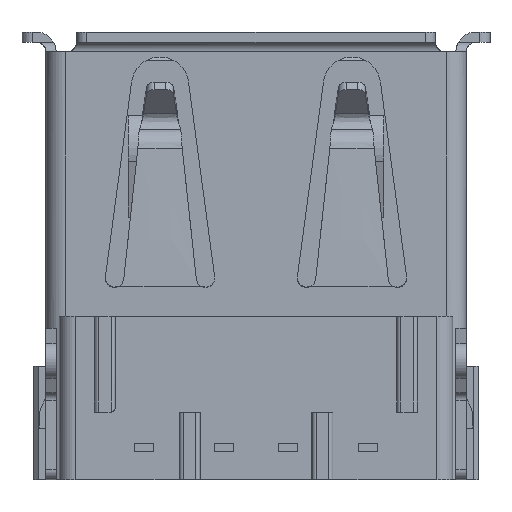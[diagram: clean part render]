
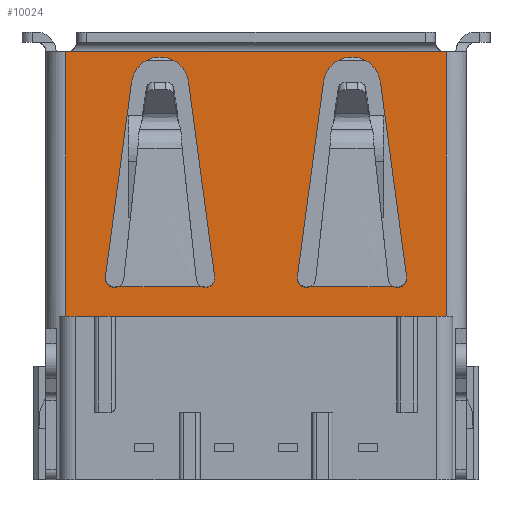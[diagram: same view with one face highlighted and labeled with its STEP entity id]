
A CAD part, front view. The second image highlights one B-rep face of the part: STEP entity #10024.
In plain terms, the highlighted planar face has unit normal (0, -1, 0).
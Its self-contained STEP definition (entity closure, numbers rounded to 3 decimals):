
#2369=CARTESIAN_POINT('',(5.91,-2.875,-0.32));
#2370=DIRECTION('',(0.,1.,0.));
#2371=DIRECTION('',(0.,0.,-1.));
#2372=AXIS2_PLACEMENT_3D('',#2369,#2370,#2371);
#2374=DIRECTION('',(1.,0.,0.));
#2375=VECTOR('',#2374,0.038);
#2376=CARTESIAN_POINT('',(5.91,-2.875,-0.62));
#2377=LINE('',#2376,#2375);
#2378=DIRECTION('',(0.,0.,-1.));
#2379=VECTOR('',#2378,8.26);
#2380=CARTESIAN_POINT('',(5.948,-2.875,-0.62));
#2381=LINE('',#2380,#2379);
#2382=DIRECTION('',(-1.,0.,0.));
#2383=VECTOR('',#2382,11.896);
#2384=CARTESIAN_POINT('',(5.948,-2.875,-8.88));
#2385=LINE('',#2384,#2383);
#2386=DIRECTION('',(0.,0.,1.));
#2387=VECTOR('',#2386,8.26);
#2388=CARTESIAN_POINT('',(-5.948,-2.875,-8.88));
#2389=LINE('',#2388,#2387);
#2390=DIRECTION('',(1.,0.,0.));
#2391=VECTOR('',#2390,0.038);
#2392=CARTESIAN_POINT('',(-5.948,-2.875,-0.62));
#2393=LINE('',#2392,#2391);
#2394=CARTESIAN_POINT('',(-5.91,-2.875,-0.32));
#2395=DIRECTION('',(0.,1.,0.));
#2396=DIRECTION('',(0.115,0.,-0.993));
#2397=AXIS2_PLACEMENT_3D('',#2394,#2395,#2396);
#2399=DIRECTION('',(0.132,0.,-0.991));
#2400=VECTOR('',#2399,6.148);
#2401=CARTESIAN_POINT('',(-2.108,-2.875,-1.561));
#2402=LINE('',#2401,#2400);
#2403=CARTESIAN_POINT('',(-3.,-2.875,-1.68));
#2404=DIRECTION('',(0.,1.,0.));
#2405=DIRECTION('',(-0.991,0.,0.132));
#2406=AXIS2_PLACEMENT_3D('',#2403,#2404,#2405);
#2408=DIRECTION('',(0.132,0.,0.991));
#2409=VECTOR('',#2408,6.148);
#2410=CARTESIAN_POINT('',(-4.706,-2.875,-7.654));
#2411=LINE('',#2410,#2409);
#2412=DIRECTION('',(0.132,0.,0.991));
#2413=VECTOR('',#2412,6.148);
#2414=CARTESIAN_POINT('',(1.294,-2.875,-7.654));
#2415=LINE('',#2414,#2413);
#2416=DIRECTION('',(1.,0.,0.));
#2417=VECTOR('',#2416,2.631);
#2418=CARTESIAN_POINT('',(1.684,-2.875,-7.96));
#2419=LINE('',#2418,#2417);
#2420=DIRECTION('',(0.132,0.,-0.991));
#2421=VECTOR('',#2420,6.148);
#2422=CARTESIAN_POINT('',(3.892,-2.875,-1.561));
#2423=LINE('',#2422,#2421);
#2424=CARTESIAN_POINT('',(3.,-2.875,-1.68));
#2425=DIRECTION('',(0.,1.,0.));
#2426=DIRECTION('',(-0.991,0.,0.132));
#2427=AXIS2_PLACEMENT_3D('',#2424,#2425,#2426);
#2693=DIRECTION('',(-1.,0.,0.));
#2694=VECTOR('',#2693,11.751);
#2695=CARTESIAN_POINT('',(5.875,-2.875,-0.618));
#2696=LINE('',#2695,#2694);
#2702=DIRECTION('',(-1.,0.,0.));
#2703=VECTOR('',#2702,2.631);
#2704=CARTESIAN_POINT('',(-1.684,-2.875,-7.96));
#2705=LINE('',#2704,#2703);
#2741=CARTESIAN_POINT('',(-1.294,-2.875,-7.654));
#2742=CARTESIAN_POINT('',(-1.29,-2.875,-7.678));
#2743=CARTESIAN_POINT('',(-1.29,-2.875,-7.724));
#2744=CARTESIAN_POINT('',(-1.307,-2.875,-7.797));
#2745=CARTESIAN_POINT('',(-1.342,-2.875,-7.862));
#2746=CARTESIAN_POINT('',(-1.391,-2.875,-7.915));
#2747=CARTESIAN_POINT('',(-1.45,-2.875,-7.953));
#2748=CARTESIAN_POINT('',(-1.519,-2.875,-7.978));
#2749=CARTESIAN_POINT('',(-1.602,-2.875,-7.983));
#2750=CARTESIAN_POINT('',(-1.657,-2.875,-7.971));
#2751=CARTESIAN_POINT('',(-1.684,-2.875,-7.96));
#2855=CARTESIAN_POINT('',(-4.316,-2.875,-7.96));
#2857=CARTESIAN_POINT('',(-4.316,-2.875,-7.96));
#2858=CARTESIAN_POINT('',(-4.344,-2.875,-7.971));
#2859=CARTESIAN_POINT('',(-4.399,-2.875,-7.983));
#2860=CARTESIAN_POINT('',(-4.481,-2.875,-7.977));
#2861=CARTESIAN_POINT('',(-4.551,-2.875,-7.952));
#2862=CARTESIAN_POINT('',(-4.609,-2.875,-7.914));
#2863=CARTESIAN_POINT('',(-4.658,-2.875,-7.861));
#2864=CARTESIAN_POINT('',(-4.693,-2.875,-7.797));
#2865=CARTESIAN_POINT('',(-4.71,-2.875,-7.724));
#2866=CARTESIAN_POINT('',(-4.71,-2.875,-7.678));
#2867=CARTESIAN_POINT('',(-4.706,-2.875,-7.654));
#2872=CARTESIAN_POINT('',(-4.706,-2.875,-7.654));
#2881=CARTESIAN_POINT('',(-1.294,-2.875,-7.654));
#3016=CARTESIAN_POINT('',(1.294,-2.875,-7.654));
#3046=CARTESIAN_POINT('',(1.684,-2.875,-7.96));
#3048=CARTESIAN_POINT('',(1.684,-2.875,-7.96));
#3049=CARTESIAN_POINT('',(1.657,-2.875,-7.97));
#3050=CARTESIAN_POINT('',(1.603,-2.875,-7.983));
#3051=CARTESIAN_POINT('',(1.516,-2.875,-7.978));
#3052=CARTESIAN_POINT('',(1.436,-2.875,-7.947));
#3053=CARTESIAN_POINT('',(1.368,-2.875,-7.895));
#3054=CARTESIAN_POINT('',(1.317,-2.875,-7.822));
#3055=CARTESIAN_POINT('',(1.29,-2.875,-7.739));
#3056=CARTESIAN_POINT('',(1.29,-2.875,-7.683));
#3057=CARTESIAN_POINT('',(1.294,-2.875,-7.654));
#3089=CARTESIAN_POINT('',(4.706,-2.875,-7.654));
#3090=CARTESIAN_POINT('',(4.71,-2.875,-7.683));
#3091=CARTESIAN_POINT('',(4.71,-2.875,-7.738));
#3092=CARTESIAN_POINT('',(4.683,-2.875,-7.822));
#3093=CARTESIAN_POINT('',(4.632,-2.875,-7.895));
#3094=CARTESIAN_POINT('',(4.564,-2.875,-7.947));
#3095=CARTESIAN_POINT('',(4.484,-2.875,-7.977));
#3096=CARTESIAN_POINT('',(4.398,-2.875,-7.983));
#3097=CARTESIAN_POINT('',(4.343,-2.875,-7.971));
#3098=CARTESIAN_POINT('',(4.316,-2.875,-7.96));
#3309=CARTESIAN_POINT('',(4.706,-2.875,-7.654));
#6411=CARTESIAN_POINT('',(-5.948,-2.875,-0.62));
#6413=VERTEX_POINT('',#6411);
#6414=CARTESIAN_POINT('',(-5.948,-2.875,-8.88));
#6415=VERTEX_POINT('',#6414);
#6426=CARTESIAN_POINT('',(5.948,-2.875,-0.62));
#6427=CARTESIAN_POINT('',(5.948,-2.875,-8.88));
#6428=VERTEX_POINT('',#6426);
#6429=VERTEX_POINT('',#6427);
#7272=CARTESIAN_POINT('',(2.108,-2.875,-1.561));
#7273=CARTESIAN_POINT('',(3.892,-2.875,-1.561));
#7274=VERTEX_POINT('',#7272);
#7275=VERTEX_POINT('',#7273);
#7276=CARTESIAN_POINT('',(-3.892,-2.875,-1.561));
#7277=CARTESIAN_POINT('',(-2.108,-2.875,-1.561));
#7278=VERTEX_POINT('',#7276);
#7279=VERTEX_POINT('',#7277);
#7574=CARTESIAN_POINT('',(5.91,-2.875,-0.62));
#7576=VERTEX_POINT('',#7574);
#7578=CARTESIAN_POINT('',(5.875,-2.875,-0.618));
#7579=VERTEX_POINT('',#7578);
#7594=CARTESIAN_POINT('',(-5.875,-2.875,-0.618));
#7595=CARTESIAN_POINT('',(-5.91,-2.875,-0.62));
#7596=VERTEX_POINT('',#7594);
#7597=VERTEX_POINT('',#7595);
#7809=VERTEX_POINT('',#2872);
#7815=VERTEX_POINT('',#2881);
#7817=VERTEX_POINT('',#3016);
#7823=VERTEX_POINT('',#3309);
#7825=VERTEX_POINT('',#3098);
#7827=VERTEX_POINT('',#3046);
#7829=VERTEX_POINT('',#2751);
#7831=VERTEX_POINT('',#2855);
#9978=CARTESIAN_POINT('',(-6.568,-2.875,-0.318));
#9979=DIRECTION('',(0.,-1.,0.));
#9980=DIRECTION('',(0.,0.,-1.));
#9981=AXIS2_PLACEMENT_3D('',#9978,#9979,#9980);
#9982=PLANE('',#9981);
#9983=ORIENTED_EDGE('',*,*,#9968,.F.);
#9984=ORIENTED_EDGE('',*,*,#9074,.T.);
#9986=ORIENTED_EDGE('',*,*,#9985,.T.);
#9987=ORIENTED_EDGE('',*,*,#8943,.T.);
#9988=ORIENTED_EDGE('',*,*,#9005,.T.);
#9989=ORIENTED_EDGE('',*,*,#9102,.T.);
#9991=ORIENTED_EDGE('',*,*,#9990,.F.);
#9993=ORIENTED_EDGE('',*,*,#9992,.F.);
#9994=EDGE_LOOP('',(#9983,#9984,#9986,#9987,#9988,#9989,#9991,#9993));
#9995=FACE_OUTER_BOUND('',#9994,.F.);
#9997=ORIENTED_EDGE('',*,*,#9996,.F.);
#9999=ORIENTED_EDGE('',*,*,#9998,.F.);
#10001=ORIENTED_EDGE('',*,*,#10000,.F.);
#10003=ORIENTED_EDGE('',*,*,#10002,.F.);
#10005=ORIENTED_EDGE('',*,*,#10004,.F.);
#10007=ORIENTED_EDGE('',*,*,#10006,.F.);
#10008=EDGE_LOOP('',(#9997,#9999,#10001,#10003,#10005,#10007));
#10009=FACE_BOUND('',#10008,.F.);
#10011=ORIENTED_EDGE('',*,*,#10010,.F.);
#10013=ORIENTED_EDGE('',*,*,#10012,.F.);
#10015=ORIENTED_EDGE('',*,*,#10014,.T.);
#10017=ORIENTED_EDGE('',*,*,#10016,.F.);
#10019=ORIENTED_EDGE('',*,*,#10018,.F.);
#10021=ORIENTED_EDGE('',*,*,#10020,.F.);
#10022=EDGE_LOOP('',(#10011,#10013,#10015,#10017,#10019,#10021));
#10023=FACE_BOUND('',#10022,.F.);
#2373=CIRCLE('',#2372,0.3);
#2398=CIRCLE('',#2397,0.3);
#2407=CIRCLE('',#2406,0.9);
#2428=CIRCLE('',#2427,0.9);
#2752=B_SPLINE_CURVE_WITH_KNOTS('',3,(#2741,#2742,#2743,#2744,#2745,#2746,#2747,
#2748,#2749,#2750,#2751),.UNSPECIFIED.,.F.,.F.,(4,1,1,1,1,1,1,1,4),(0.,
0.125,0.25,0.375,0.5,0.625,0.75,0.875,1.),.UNSPECIFIED.);
#2868=B_SPLINE_CURVE_WITH_KNOTS('',3,(#2857,#2858,#2859,#2860,#2861,#2862,#2863,
#2864,#2865,#2866,#2867),.UNSPECIFIED.,.F.,.F.,(4,1,1,1,1,1,1,1,4),(0.,
0.125,0.25,0.375,0.5,0.625,0.75,0.875,1.),.UNSPECIFIED.);
#3058=B_SPLINE_CURVE_WITH_KNOTS('',3,(#3048,#3049,#3050,#3051,#3052,#3053,#3054,
#3055,#3056,#3057),.UNSPECIFIED.,.F.,.F.,(4,1,1,1,1,1,1,4),(0.,
0.143,0.286,0.429,0.571,
0.714,0.857,1.),.UNSPECIFIED.);
#3099=B_SPLINE_CURVE_WITH_KNOTS('',3,(#3089,#3090,#3091,#3092,#3093,#3094,#3095,
#3096,#3097,#3098),.UNSPECIFIED.,.F.,.F.,(4,1,1,1,1,1,1,4),(0.,
0.143,0.286,0.429,0.571,
0.714,0.857,1.),.UNSPECIFIED.);
#8943=EDGE_CURVE('',#6429,#6415,#2385,.T.);
#9005=EDGE_CURVE('',#6415,#6413,#2389,.T.);
#9074=EDGE_CURVE('',#7576,#6428,#2377,.T.);
#9102=EDGE_CURVE('',#6413,#7597,#2393,.T.);
#9968=EDGE_CURVE('',#7576,#7579,#2373,.T.);
#9985=EDGE_CURVE('',#6428,#6429,#2381,.T.);
#9990=EDGE_CURVE('',#7596,#7597,#2398,.T.);
#9992=EDGE_CURVE('',#7579,#7596,#2696,.T.);
#9996=EDGE_CURVE('',#7829,#7831,#2705,.T.);
#9998=EDGE_CURVE('',#7815,#7829,#2752,.T.);
#10000=EDGE_CURVE('',#7279,#7815,#2402,.T.);
#10002=EDGE_CURVE('',#7278,#7279,#2407,.T.);
#10004=EDGE_CURVE('',#7809,#7278,#2411,.T.);
#10006=EDGE_CURVE('',#7831,#7809,#2868,.T.);
#10010=EDGE_CURVE('',#7817,#7274,#2415,.T.);
#10012=EDGE_CURVE('',#7827,#7817,#3058,.T.);
#10014=EDGE_CURVE('',#7827,#7825,#2419,.T.);
#10016=EDGE_CURVE('',#7823,#7825,#3099,.T.);
#10018=EDGE_CURVE('',#7275,#7823,#2423,.T.);
#10020=EDGE_CURVE('',#7274,#7275,#2428,.T.);
#10024=ADVANCED_FACE('',(#9995,#10009,#10023),#9982,.T.);
